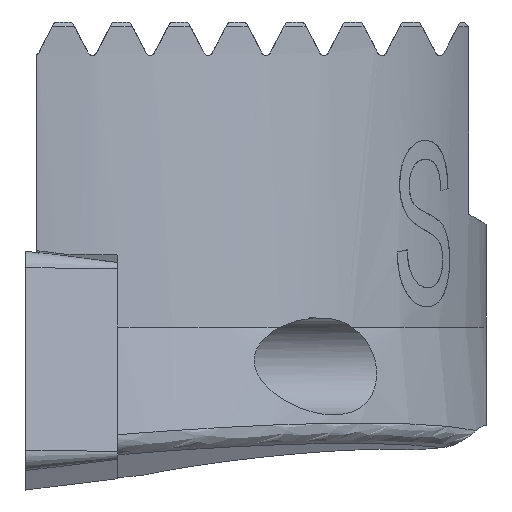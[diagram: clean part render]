
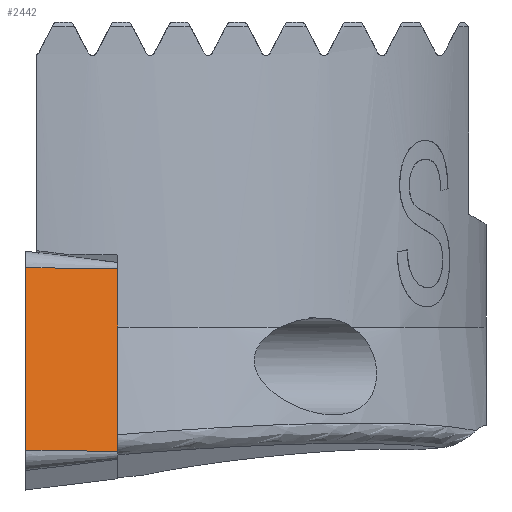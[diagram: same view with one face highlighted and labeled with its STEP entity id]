
A CAD part, left-side view. The second image highlights one B-rep face of the part: STEP entity #2442.
In plain terms, the highlighted planar face has unit normal (-0.987, -0.122, 0.105).
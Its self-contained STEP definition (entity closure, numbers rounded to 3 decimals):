
#1966=EDGE_CURVE('NONE',#2512,#3632,#4957,.T.);
#2442=ADVANCED_FACE('NONE',(#5472),#5473,.T.);
#2472=EDGE_CURVE('NONE',#2986,#2512,#5507,.T.);
#2512=VERTEX_POINT('NONE',#5553);
#2846=EDGE_CURVE('NONE',#4312,#3632,#5927,.T.);
#2986=VERTEX_POINT('NONE',#6078);
#3488=EDGE_CURVE('NONE',#4312,#2986,#6620,.T.);
#3632=VERTEX_POINT('NONE',#6780);
#4312=VERTEX_POINT('NONE',#7527);
#4957=LINE('',#9691,#9692);
#5472=FACE_OUTER_BOUND('',#10896,.T.);
#5473=PLANE('',#10897);
#5507=LINE('',#10945,#10946);
#5553=CARTESIAN_POINT('',(0.001,0.,1.717));
#5927=LINE('',#11927,#11928);
#6078=CARTESIAN_POINT('',(0.486,-3.97,1.665));
#6620=LINE('',#13495,#13496);
#6780=CARTESIAN_POINT('',(0.837,0.,9.597));
#7527=CARTESIAN_POINT('',(1.321,-3.97,9.546));
#9691=CARTESIAN_POINT('',(0.001,0.,1.717));
#9692=VECTOR('',#17088,1000.0);
#10896=EDGE_LOOP('',(#17590,#17591,#17592,#17593));
#10897=AXIS2_PLACEMENT_3D('',#17594,#17595,#17596);
#10945=CARTESIAN_POINT('',(0.001,0.,1.717));
#10946=VECTOR('',#17631,1000.0);
#11927=CARTESIAN_POINT('',(0.837,0.,9.597));
#11928=VECTOR('',#18214,1000.0);
#13495=CARTESIAN_POINT('',(0.486,-3.97,1.665));
#13496=VECTOR('',#18931,1000.0);
#17088=DIRECTION('',(0.105,0.,0.994));
#17590=ORIENTED_EDGE('',*,*,#3488,.F.);
#17591=ORIENTED_EDGE('',*,*,#2846,.T.);
#17592=ORIENTED_EDGE('',*,*,#1966,.F.);
#17593=ORIENTED_EDGE('',*,*,#2472,.F.);
#17594=CARTESIAN_POINT('',(0.001,0.,1.717));
#17595=DIRECTION('',(-0.987,-0.122,0.105));
#17596=DIRECTION('',(-0.121,0.993,0.013));
#17631=DIRECTION('',(-0.121,0.993,0.013));
#18214=DIRECTION('',(-0.121,0.993,0.013));
#18931=DIRECTION('',(-0.105,0.,-0.994));
